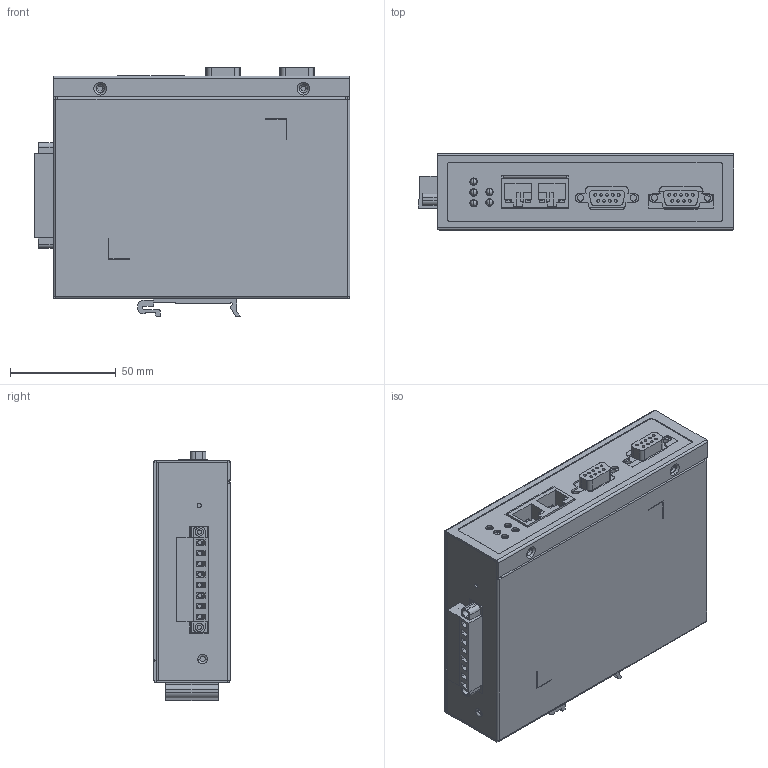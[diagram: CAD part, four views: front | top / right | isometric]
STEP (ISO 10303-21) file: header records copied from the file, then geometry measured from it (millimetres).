
FILE_DESCRIPTION((''),'2;1');
FILE_NAME('PRT0001','2011-02-25T',('Vincent_Huang'),(''),'PRO/ENGINEER BY PARAMETRIC TECHNOLOGY CORPORATION, 2004320','PRO/ENGINEER BY PARAMETRIC TECHNOLOGY CORPORATION, 2004320','');
FILE_SCHEMA(('CONFIG_CONTROL_DESIGN'));
Length unit declared in the file: millimetre
Products named in the file (1): PRT0001
Bounding box: 149.25 x 36 x 118.14 mm (x, y, z)
Surface area: 184150 mm2 (no closed solid volume)
Topology: 0 solids, 18 shells, 1475 faces, 3543 edges, 2266 vertices
Faces by surface type: plane 837, cylinder 566, torus 42, cone 20, bspline 10
Entity records: 43463 total; most frequent: CARTESIAN_POINT 7783, DIRECTION 7781, ORIENTED_EDGE 7086, EDGE_CURVE 3543, AXIS2_PLACEMENT_3D 2817, VERTEX_POINT 2266, VECTOR 2147, LINE 2147
